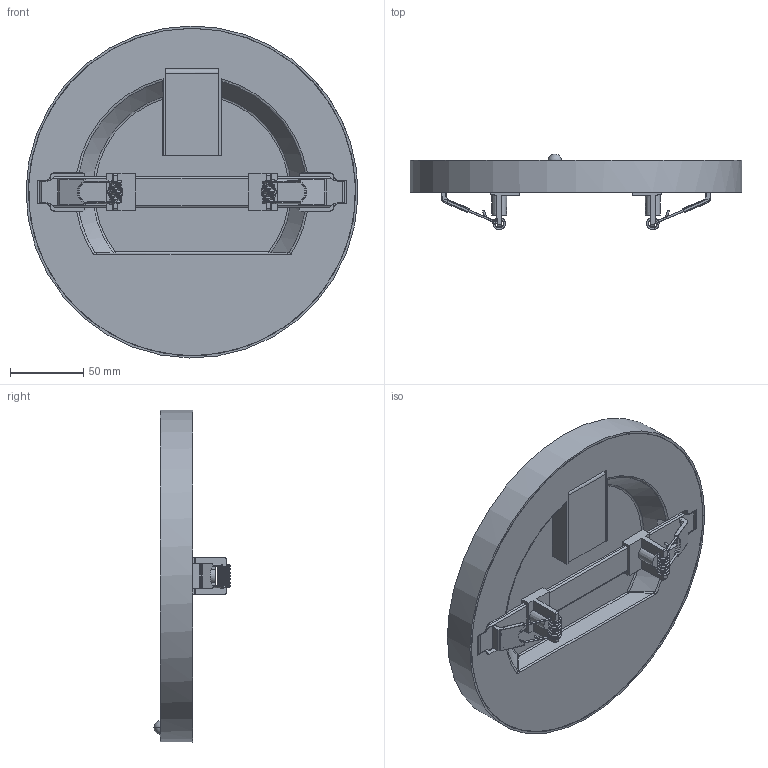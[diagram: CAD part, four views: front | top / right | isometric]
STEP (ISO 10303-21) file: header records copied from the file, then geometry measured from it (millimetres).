
FILE_DESCRIPTION (( 'STEP AP214' ), '1' );
FILE_NAME ('AC71520.STEP', '2025-05-28T09:12:32', ( '' ), ( '' ), 'SwSTEP 2.0', 'SolidWorks 2024', '' );
FILE_SCHEMA (( 'AUTOMOTIVE_DESIGN' ));
Length unit declared in the file: millimetre
Products named in the file (1): AC71520
Bounding box: 227.07 x 52.05 x 227.09 mm (x, y, z)
Volume: 197803.3 mm3; surface area: 249173.1 mm2
Topology: 12 solids, 12 shells, 571 faces, 1575 edges, 1019 vertices
Faces by surface type: plane 292, cylinder 142, bspline 60, torus 46, cone 25, sphere 6
Full cylindrical faces by diameter (mm): 190 x1
Entity records: 25608 total; most frequent: CARTESIAN_POINT 11960, ORIENTED_EDGE 3122, DIRECTION 2396, EDGE_CURVE 1561, VERTEX_POINT 1013, LINE 804, VECTOR 804, AXIS2_PLACEMENT_3D 796
